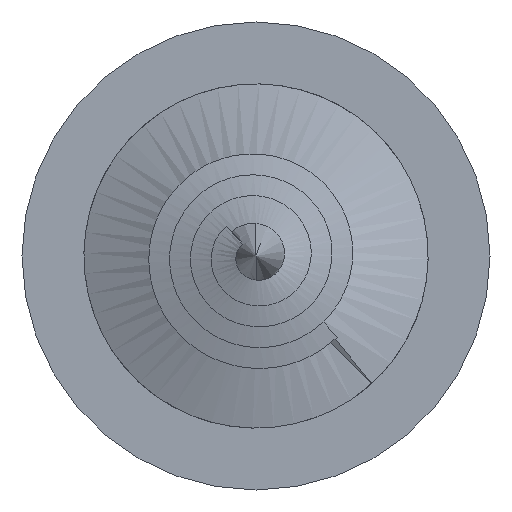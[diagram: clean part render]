
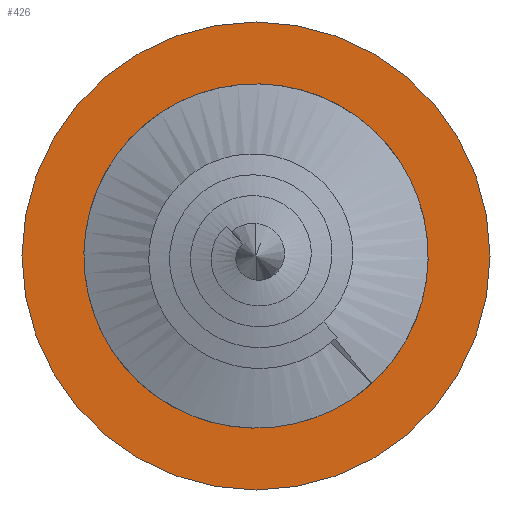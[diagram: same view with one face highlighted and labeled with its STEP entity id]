
A CAD part, front view. The second image highlights one B-rep face of the part: STEP entity #426.
In plain terms, the highlighted planar face has unit normal (0, -1, 0).
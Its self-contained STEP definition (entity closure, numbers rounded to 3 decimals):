
#284 = AXIS2_PLACEMENT_3D ( 'NONE', #2672, #484, #3043 ) ;
#426 = ADVANCED_FACE ( 'NONE', ( #738, #1718 ), #2246, .F. ) ;
#484 = DIRECTION ( 'NONE',  ( 0., -1., 0. ) ) ;
#569 = AXIS2_PLACEMENT_3D ( 'NONE', #1616, #4169, #1995 ) ;
#738 = FACE_BOUND ( 'NONE', #4624, .T. ) ;
#852 = CARTESIAN_POINT ( 'NONE',  ( 0., 62., 0. ) ) ;
#954 = DIRECTION ( 'NONE',  ( 0., -1., 0. ) ) ;
#984 = CARTESIAN_POINT ( 'NONE',  ( 0., 62., 4.5 ) ) ;
#1038 = VERTEX_POINT ( 'NONE', #3395 ) ;
#1044 = CIRCLE ( 'NONE', #1079, 12.5 ) ;
#1079 = AXIS2_PLACEMENT_3D ( 'NONE', #852, #3418, #1231 ) ;
#1137 = EDGE_CURVE ( 'NONE', #1959, #1038, #3514, .T. ) ;
#1231 = DIRECTION ( 'NONE',  ( 0., 0., -1. ) ) ;
#1260 = CIRCLE ( 'NONE', #284, 12.5 ) ;
#1496 = DIRECTION ( 'NONE',  ( 0., 0., 1. ) ) ;
#1616 = CARTESIAN_POINT ( 'NONE',  ( 0., 62., 0. ) ) ;
#1718 = FACE_OUTER_BOUND ( 'NONE', #4277, .T. ) ;
#1959 = VERTEX_POINT ( 'NONE', #984 ) ;
#1995 = DIRECTION ( 'NONE',  ( 0., 0., -1. ) ) ;
#2007 = VERTEX_POINT ( 'NONE', #2828 ) ;
#2246 = PLANE ( 'NONE',  #3632 ) ;
#2672 = CARTESIAN_POINT ( 'NONE',  ( 0., 62., 0. ) ) ;
#2707 = EDGE_CURVE ( 'NONE', #3205, #2007, #1044, .T. ) ;
#2828 = CARTESIAN_POINT ( 'NONE',  ( 0., 62., 12.5 ) ) ;
#3043 = DIRECTION ( 'NONE',  ( 0., 0., -1. ) ) ;
#3086 = CARTESIAN_POINT ( 'NONE',  ( 0., 62., -12.5 ) ) ;
#3157 = CARTESIAN_POINT ( 'NONE',  ( 0., 62., 0. ) ) ;
#3205 = VERTEX_POINT ( 'NONE', #3086 ) ;
#3252 = EDGE_CURVE ( 'NONE', #1038, #1959, #4204, .T. ) ;
#3371 = ORIENTED_EDGE ( 'NONE', *, *, #2707, .T. ) ;
#3395 = CARTESIAN_POINT ( 'NONE',  ( 0., 62., -4.5 ) ) ;
#3418 = DIRECTION ( 'NONE',  ( 0., -1., 0. ) ) ;
#3514 = CIRCLE ( 'NONE', #569, 4.5 ) ;
#3518 = DIRECTION ( 'NONE',  ( 0., 0., -1. ) ) ;
#3534 = ORIENTED_EDGE ( 'NONE', *, *, #3252, .F. ) ;
#3632 = AXIS2_PLACEMENT_3D ( 'NONE', #4423, #4053, #1496 ) ;
#3663 = ORIENTED_EDGE ( 'NONE', *, *, #1137, .F. ) ;
#3956 = ORIENTED_EDGE ( 'NONE', *, *, #4653, .T. ) ;
#4053 = DIRECTION ( 'NONE',  ( 0., 1., 0. ) ) ;
#4169 = DIRECTION ( 'NONE',  ( 0., -1., 0. ) ) ;
#4204 = CIRCLE ( 'NONE', #4378, 4.5 ) ;
#4277 = EDGE_LOOP ( 'NONE', ( #3371, #3956 ) ) ;
#4378 = AXIS2_PLACEMENT_3D ( 'NONE', #3157, #954, #3518 ) ;
#4423 = CARTESIAN_POINT ( 'NONE',  ( -4.5, 62., 0. ) ) ;
#4624 = EDGE_LOOP ( 'NONE', ( #3534, #3663 ) ) ;
#4653 = EDGE_CURVE ( 'NONE', #2007, #3205, #1260, .T. ) ;
